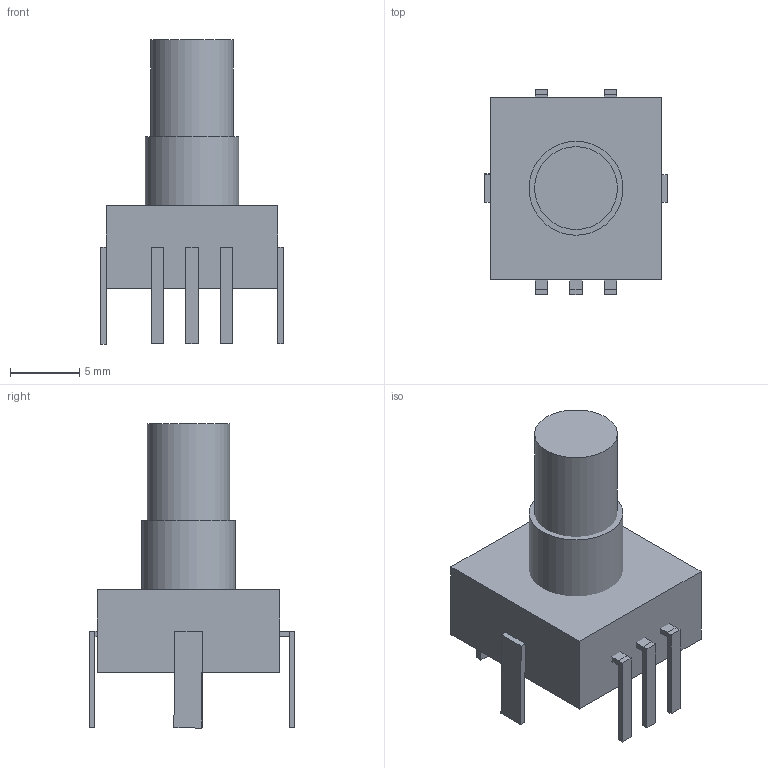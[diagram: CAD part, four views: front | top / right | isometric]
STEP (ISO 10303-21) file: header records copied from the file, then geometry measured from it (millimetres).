
FILE_DESCRIPTION(('FreeCAD Model'),'2;1');
FILE_NAME('EN12-HS.step', '2020-07-23T21:33:18',('Author'),(''), 'Open CASCADE STEP processor 7.4','FreeCAD','Unknown');
FILE_SCHEMA(('AUTOMOTIVE_DESIGN_CC2 { 1 2 10303 214 -1 1 5 4 }'));
Length unit declared in the file: millimetre
Products named in the file (9): Unnamed; BodyCube; Knob; Sheeth; BodyPins; RotaryPins; SwitchPins; Cube006; Cube007
Assembly tree (8 placements, depth 2):
  Unnamed
    BodyCube
    Knob
    Sheeth
    BodyPins
    RotaryPins
    SwitchPins
    Cube006
    Cube007
Bounding box: 13.24 x 14.9 x 22.02 mm (x, y, z)
Volume: 1927.1 mm3; surface area: 1582.5 mm2
Topology: 12 solids, 12 shells, 91 faces, 181 edges, 114 vertices
Faces by surface type: plane 89, cylinder 2
Full cylindrical faces by diameter (mm): 6 x1, 6.8 x1
Entity records: 4955 total; most frequent: CARTESIAN_POINT 757, DIRECTION 747, LINE 535, VECTOR 535, ORIENTED_EDGE 362, PCURVE 362, DEFINITIONAL_REPRESENTATION 362, EDGE_CURVE 181
